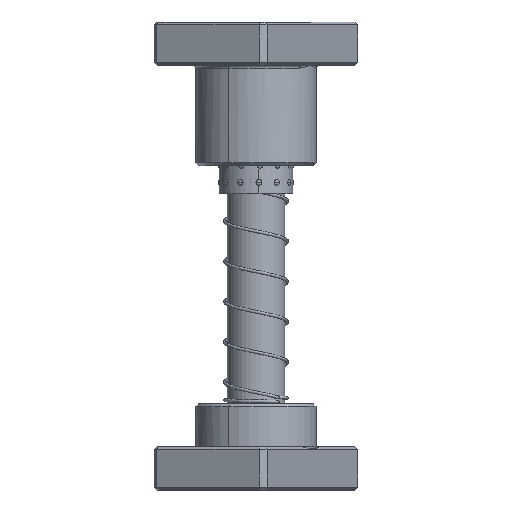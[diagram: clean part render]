
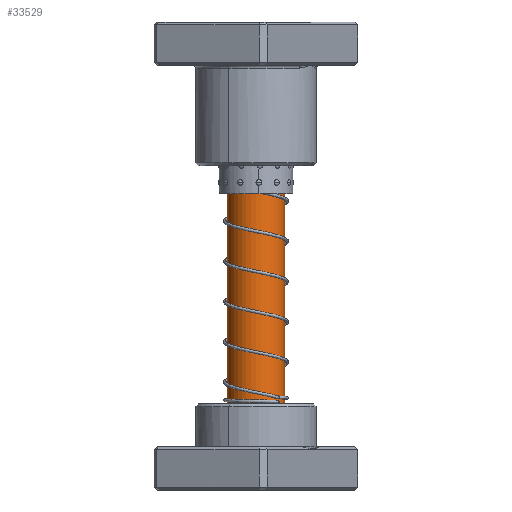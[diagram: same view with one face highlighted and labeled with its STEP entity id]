
A CAD part, front view. The second image highlights one B-rep face of the part: STEP entity #33529.
In plain terms, the highlighted cylindrical face has radius 10 mm (diameter 20 mm), a partial arc.
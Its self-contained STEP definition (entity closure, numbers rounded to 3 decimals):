
#1122 = DIRECTION ( 'NONE',  ( 0., 0., -1. ) ) ;
#3396 = DIRECTION ( 'NONE',  ( 0., 0., -1. ) ) ;
#3552 = FACE_OUTER_BOUND ( 'NONE', #32555, .T. ) ;
#4053 = AXIS2_PLACEMENT_3D ( 'NONE', #27083, #10692, #29808 ) ;
#4454 = LINE ( 'NONE', #17027, #10003 ) ;
#5402 = EDGE_CURVE ( 'NONE', #29560, #9737, #11081, .T. ) ;
#5403 = EDGE_CURVE ( 'NONE', #9737, #20161, #18361, .T. ) ;
#7705 = EDGE_CURVE ( 'NONE', #29560, #9846, #4454, .T. ) ;
#7882 = CARTESIAN_POINT ( 'NONE',  ( -10., 0., 130. ) ) ;
#8656 = CARTESIAN_POINT ( 'NONE',  ( -10., 0., 19. ) ) ;
#9253 = CARTESIAN_POINT ( 'NONE',  ( 0., 0., 130. ) ) ;
#9737 = VERTEX_POINT ( 'NONE', #9971 ) ;
#9846 = VERTEX_POINT ( 'NONE', #29332 ) ;
#9971 = CARTESIAN_POINT ( 'NONE',  ( -10., 0., 127.5 ) ) ;
#10003 = VECTOR ( 'NONE', #3396, 1000. ) ;
#10632 = DIRECTION ( 'NONE',  ( 0., 0., -1. ) ) ;
#10692 = DIRECTION ( 'NONE',  ( 0., 0., -1. ) ) ;
#10909 = ORIENTED_EDGE ( 'NONE', *, *, #15462, .F. ) ;
#11081 = CIRCLE ( 'NONE', #22920, 10. ) ;
#11154 = CIRCLE ( 'NONE', #4053, 10. ) ;
#15462 = EDGE_CURVE ( 'NONE', #9846, #20161, #11154, .T. ) ;
#16639 = ORIENTED_EDGE ( 'NONE', *, *, #7705, .F. ) ;
#17027 = CARTESIAN_POINT ( 'NONE',  ( 10., 0., 130. ) ) ;
#18361 = LINE ( 'NONE', #7882, #24805 ) ;
#20161 = VERTEX_POINT ( 'NONE', #8656 ) ;
#20275 = DIRECTION ( 'NONE',  ( -1., 0., 0. ) ) ;
#21540 = DIRECTION ( 'NONE',  ( 0., 0., -1. ) ) ;
#22920 = AXIS2_PLACEMENT_3D ( 'NONE', #27018, #10632, #29748 ) ;
#24563 = CYLINDRICAL_SURFACE ( 'NONE', #25988, 10. ) ;
#24805 = VECTOR ( 'NONE', #21540, 1000. ) ;
#25988 = AXIS2_PLACEMENT_3D ( 'NONE', #9253, #1122, #20275 ) ;
#27018 = CARTESIAN_POINT ( 'NONE',  ( 0., 0., 127.5 ) ) ;
#27083 = CARTESIAN_POINT ( 'NONE',  ( 0., 0., 19. ) ) ;
#29289 = CARTESIAN_POINT ( 'NONE',  ( 10., 0., 127.5 ) ) ;
#29332 = CARTESIAN_POINT ( 'NONE',  ( 10., 0., 19. ) ) ;
#29560 = VERTEX_POINT ( 'NONE', #29289 ) ;
#29748 = DIRECTION ( 'NONE',  ( 1., 0., 0. ) ) ;
#29808 = DIRECTION ( 'NONE',  ( -1., 0., 0. ) ) ;
#32555 = EDGE_LOOP ( 'NONE', ( #16639, #34744, #34563, #10909 ) ) ;
#33529 = ADVANCED_FACE ( 'NONE', ( #3552 ), #24563, .T. ) ;
#34563 = ORIENTED_EDGE ( 'NONE', *, *, #5403, .T. ) ;
#34744 = ORIENTED_EDGE ( 'NONE', *, *, #5402, .T. ) ;
